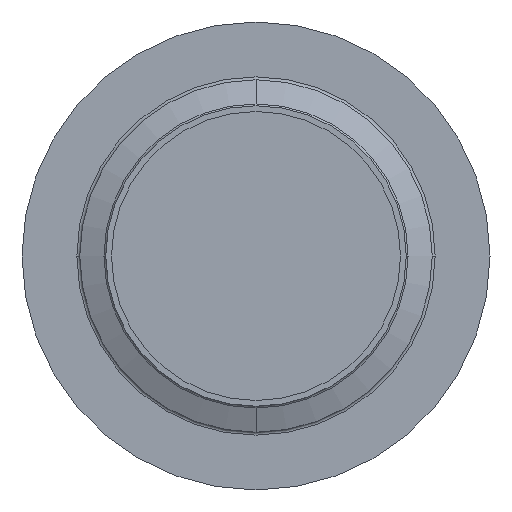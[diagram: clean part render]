
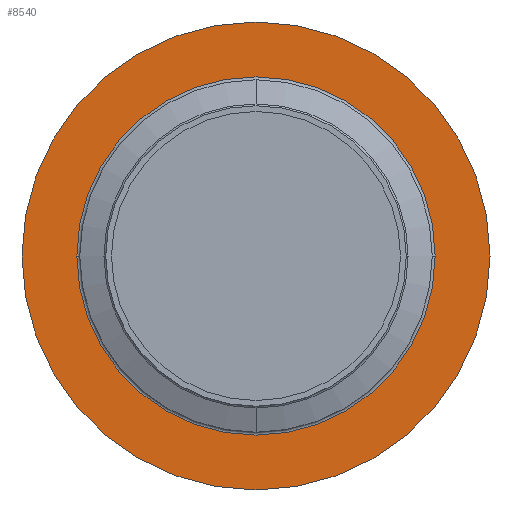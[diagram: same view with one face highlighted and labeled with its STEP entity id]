
A CAD part, left-side view. The second image highlights one B-rep face of the part: STEP entity #8540.
In plain terms, the highlighted planar face has unit normal (-1, 0, 0).
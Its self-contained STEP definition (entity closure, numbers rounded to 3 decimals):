
#5810=CARTESIAN_POINT('',(82.081,25.523,
0.));
#5820=VERTEX_POINT('',#5810);
#5990=CARTESIAN_POINT('',(82.081,149.523,
0.));
#6000=VERTEX_POINT('',#5990);
#6030=CARTESIAN_POINT('',(82.081,87.523,
0.));
#6040=DIRECTION('',(1.,0.,0.));
#6050=DIRECTION('',(0.,-1.,0.));
#6060=AXIS2_PLACEMENT_3D('',#6030,#6040,#6050);
#6070=CIRCLE('',#6060,62.);
#6080=EDGE_CURVE('',#6000,#5820,#6070,.T.);
#8290=CARTESIAN_POINT('',(82.081,6.023,-81.5));
#8300=DIRECTION('',(-1.,0.,0.));
#8310=DIRECTION('',(0.,1.,0.));
#8320=AXIS2_PLACEMENT_3D('',#8290,#8300,#8310);
#8330=PLANE('',#8320);
#8340=CARTESIAN_POINT('',(82.081,87.523,
0.));
#8350=DIRECTION('',(1.,-0.,-0.));
#8360=DIRECTION('',(0.,1.,0.));
#8370=AXIS2_PLACEMENT_3D('',#8340,#8350,#8360);
#8380=CIRCLE('',#8370,81.);
#8390=CARTESIAN_POINT('',(82.081,168.523,
0.));
#8400=VERTEX_POINT('',#8390);
#8410=CARTESIAN_POINT('',(82.081,6.523,
0.));
#8420=VERTEX_POINT('',#8410);
#8430=EDGE_CURVE('',#8400,#8420,#8380,.T.);
#8440=ORIENTED_EDGE('',*,*,#8430,.F.);
#8450=EDGE_CURVE('',#8420,#8400,#8380,.T.);
#8460=ORIENTED_EDGE('',*,*,#8450,.F.);
#8470=EDGE_LOOP('',(#8460,#8440));
#8480=FACE_OUTER_BOUND('',#8470,.T.);
#8490=EDGE_CURVE('',#5820,#6000,#6070,.T.);
#8500=ORIENTED_EDGE('',*,*,#8490,.T.);
#8510=ORIENTED_EDGE('',*,*,#6080,.T.);
#8520=EDGE_LOOP('',(#8510,#8500));
#8530=FACE_BOUND('',#8520,.T.);
#8540=ADVANCED_FACE('',(#8480,#8530),#8330,.T.);
